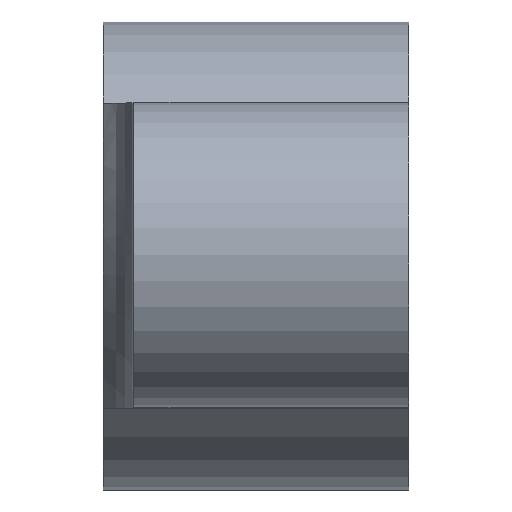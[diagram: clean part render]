
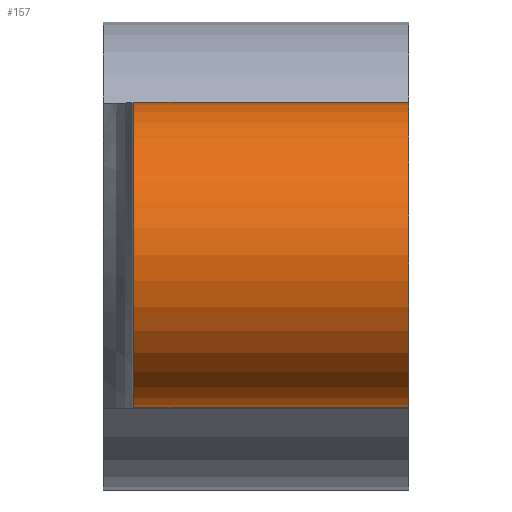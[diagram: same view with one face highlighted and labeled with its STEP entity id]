
A CAD part, top view. The second image highlights one B-rep face of the part: STEP entity #157.
In plain terms, the highlighted cylindrical face has radius 30 mm (diameter 60 mm), a partial arc.
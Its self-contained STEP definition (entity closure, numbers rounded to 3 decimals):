
#48=CYLINDRICAL_SURFACE('',#190,30.);
#53=LINE('',#315,#61);
#55=LINE('',#319,#63);
#61=VECTOR('',#232,10.);
#63=VECTOR('',#236,10.);
#74=FACE_OUTER_BOUND('',#82,.T.);
#82=EDGE_LOOP('',(#137,#138,#139,#140));
#88=CIRCLE('',#185,30.);
#91=CIRCLE('',#191,30.);
#98=VERTEX_POINT('',#301);
#99=VERTEX_POINT('',#303);
#102=VERTEX_POINT('',#314);
#103=VERTEX_POINT('',#318);
#109=EDGE_CURVE('',#99,#98,#88,.T.);
#115=EDGE_CURVE('',#99,#102,#53,.T.);
#117=EDGE_CURVE('',#98,#103,#55,.T.);
#118=EDGE_CURVE('',#102,#103,#91,.T.);
#137=ORIENTED_EDGE('',*,*,#109,.T.);
#138=ORIENTED_EDGE('',*,*,#117,.T.);
#139=ORIENTED_EDGE('',*,*,#118,.F.);
#140=ORIENTED_EDGE('',*,*,#115,.F.);
#157=ADVANCED_FACE('',(#74),#48,.T.);
#185=AXIS2_PLACEMENT_3D('',#304,#219,#220);
#190=AXIS2_PLACEMENT_3D('',#317,#234,#235);
#191=AXIS2_PLACEMENT_3D('',#320,#237,#238);
#219=DIRECTION('center_axis',(1.,0.,0.));
#220=DIRECTION('ref_axis',(0.,1.,0.));
#232=DIRECTION('',(1.,0.,0.));
#234=DIRECTION('center_axis',(1.,0.,0.));
#235=DIRECTION('ref_axis',(0.,1.,0.));
#236=DIRECTION('',(1.,0.,0.));
#237=DIRECTION('center_axis',(1.,0.,0.));
#238=DIRECTION('ref_axis',(0.,1.,0.));
#301=CARTESIAN_POINT('',(21.,-30.,0.));
#303=CARTESIAN_POINT('',(21.,30.,0.));
#304=CARTESIAN_POINT('Origin',(21.,0.,0.));
#314=CARTESIAN_POINT('',(75.,30.,0.));
#315=CARTESIAN_POINT('',(15.,30.,0.));
#317=CARTESIAN_POINT('Origin',(15.,0.,0.));
#318=CARTESIAN_POINT('',(75.,-30.,0.));
#319=CARTESIAN_POINT('',(15.,-30.,0.));
#320=CARTESIAN_POINT('Origin',(75.,0.,0.));
